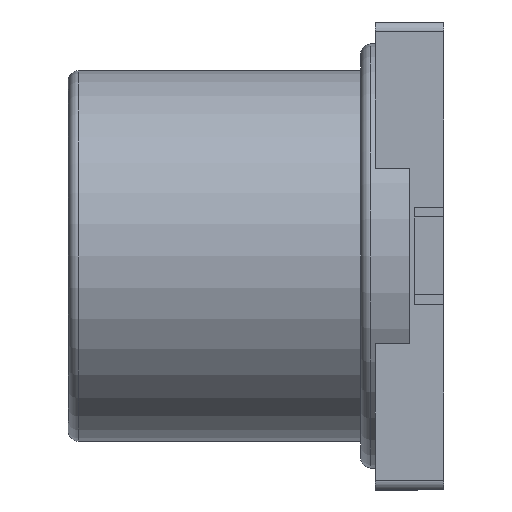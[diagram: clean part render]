
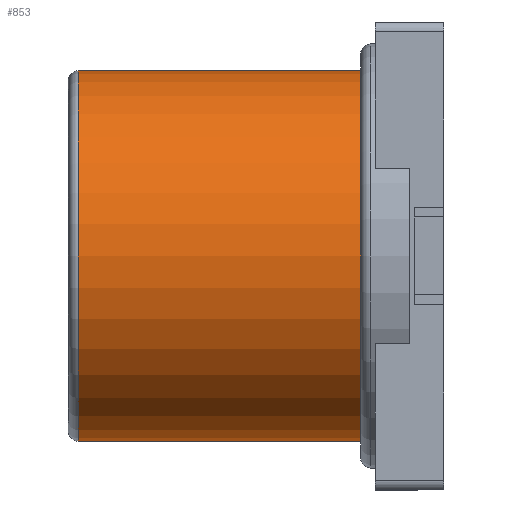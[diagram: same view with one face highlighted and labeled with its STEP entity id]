
A CAD part, left-side view. The second image highlights one B-rep face of the part: STEP entity #853.
In plain terms, the highlighted cylindrical face has radius 1.9 mm (diameter 3.8 mm), a partial arc.
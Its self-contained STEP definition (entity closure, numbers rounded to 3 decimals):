
#124 = CIRCLE ( 'NONE', #2262, 1.9 ) ;
#227 = DIRECTION ( 'NONE',  ( 0., -1., 0. ) ) ;
#346 = CARTESIAN_POINT ( 'NONE',  ( -3.4, 0.5, -1.9 ) ) ;
#357 = LINE ( 'NONE', #437, #786 ) ;
#385 = CARTESIAN_POINT ( 'NONE',  ( -3.4, 3.4, 0. ) ) ;
#403 = VERTEX_POINT ( 'NONE', #346 ) ;
#437 = CARTESIAN_POINT ( 'NONE',  ( -3.4, 3.5, 1.9 ) ) ;
#438 = AXIS2_PLACEMENT_3D ( 'NONE', #1053, #1806, #535 ) ;
#501 = AXIS2_PLACEMENT_3D ( 'NONE', #385, #1515, #2480 ) ;
#535 = DIRECTION ( 'NONE',  ( 0., 0., -1. ) ) ;
#632 = CIRCLE ( 'NONE', #501, 1.9 ) ;
#786 = VECTOR ( 'NONE', #227, 1000. ) ;
#815 = CARTESIAN_POINT ( 'NONE',  ( -3.4, 3.4, 1.9 ) ) ;
#831 = ORIENTED_EDGE ( 'NONE', *, *, #1965, .T. ) ;
#853 = ADVANCED_FACE ( 'NONE', ( #2106 ), #2286, .T. ) ;
#871 = VERTEX_POINT ( 'NONE', #2465 ) ;
#1053 = CARTESIAN_POINT ( 'NONE',  ( -3.4, 3.5, 0. ) ) ;
#1123 = LINE ( 'NONE', #1851, #1151 ) ;
#1129 = CARTESIAN_POINT ( 'NONE',  ( -3.4, 0.5, 0. ) ) ;
#1151 = VECTOR ( 'NONE', #1473, 1000. ) ;
#1373 = ORIENTED_EDGE ( 'NONE', *, *, #1614, .F. ) ;
#1403 = ORIENTED_EDGE ( 'NONE', *, *, #1895, .T. ) ;
#1473 = DIRECTION ( 'NONE',  ( 0., -1., 0. ) ) ;
#1515 = DIRECTION ( 'NONE',  ( 0., -1., 0. ) ) ;
#1534 = VERTEX_POINT ( 'NONE', #815 ) ;
#1614 = EDGE_CURVE ( 'NONE', #1534, #871, #357, .T. ) ;
#1778 = EDGE_LOOP ( 'NONE', ( #1373, #831, #2393, #1403 ) ) ;
#1806 = DIRECTION ( 'NONE',  ( 0., -1., 0. ) ) ;
#1851 = CARTESIAN_POINT ( 'NONE',  ( -3.4, 3.5, -1.9 ) ) ;
#1859 = VERTEX_POINT ( 'NONE', #2261 ) ;
#1876 = DIRECTION ( 'NONE',  ( 0., 0., 1. ) ) ;
#1895 = EDGE_CURVE ( 'NONE', #403, #871, #124, .T. ) ;
#1965 = EDGE_CURVE ( 'NONE', #1534, #1859, #632, .T. ) ;
#2106 = FACE_OUTER_BOUND ( 'NONE', #1778, .T. ) ;
#2261 = CARTESIAN_POINT ( 'NONE',  ( -3.4, 3.4, -1.9 ) ) ;
#2262 = AXIS2_PLACEMENT_3D ( 'NONE', #1129, #2452, #1876 ) ;
#2286 = CYLINDRICAL_SURFACE ( 'NONE', #438, 1.9 ) ;
#2393 = ORIENTED_EDGE ( 'NONE', *, *, #2459, .T. ) ;
#2452 = DIRECTION ( 'NONE',  ( 0., 1., 0. ) ) ;
#2459 = EDGE_CURVE ( 'NONE', #1859, #403, #1123, .T. ) ;
#2465 = CARTESIAN_POINT ( 'NONE',  ( -3.4, 0.5, 1.9 ) ) ;
#2480 = DIRECTION ( 'NONE',  ( 0., 0., 1. ) ) ;
